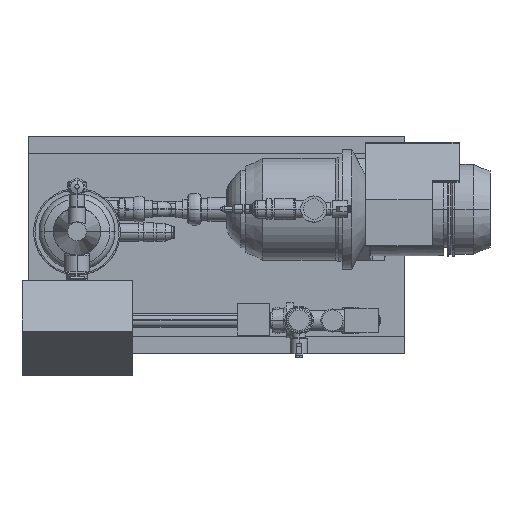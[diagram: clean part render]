
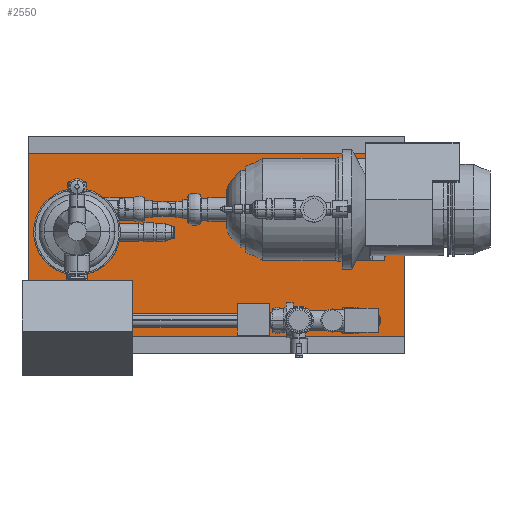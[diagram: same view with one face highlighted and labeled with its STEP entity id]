
A CAD part, top view. The second image highlights one B-rep face of the part: STEP entity #2550.
In plain terms, the highlighted planar face has unit normal (0, 0, 1).
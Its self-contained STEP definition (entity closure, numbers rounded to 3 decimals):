
#181 = DIRECTION ( 'NONE',  ( 0., 0., -1. ) ) ;
#308 = VERTEX_POINT ( 'NONE', #8935 ) ;
#518 = EDGE_CURVE ( 'NONE', #308, #20420, #8537, .T. ) ;
#575 = EDGE_CURVE ( 'NONE', #22008, #15078, #8637, .T. ) ;
#1135 = ORIENTED_EDGE ( 'NONE', *, *, #10541, .T. ) ;
#1773 = FACE_OUTER_BOUND ( 'NONE', #9524, .T. ) ;
#1889 = CARTESIAN_POINT ( 'NONE',  ( 350.25, 119., 50. ) ) ;
#1912 = VERTEX_POINT ( 'NONE', #16612 ) ;
#1915 = VECTOR ( 'NONE', #7689, 1000. ) ;
#2550 = ADVANCED_FACE ( 'NONE', ( #1773, #9606, #17328, #23145 ), #13544, .T. ) ;
#2847 = ORIENTED_EDGE ( 'NONE', *, *, #575, .T. ) ;
#2980 = VECTOR ( 'NONE', #6830, 1000. ) ;
#3287 = DIRECTION ( 'NONE',  ( 0., 1., 0. ) ) ;
#3372 = ORIENTED_EDGE ( 'NONE', *, *, #17998, .T. ) ;
#3514 = EDGE_CURVE ( 'NONE', #22012, #6384, #24596, .T. ) ;
#4577 = VERTEX_POINT ( 'NONE', #6809 ) ;
#4754 = DIRECTION ( 'NONE',  ( 0., -1., 0. ) ) ;
#4901 = DIRECTION ( 'NONE',  ( -1., 0., 0. ) ) ;
#4968 = CIRCLE ( 'NONE', #15895, 20. ) ;
#5356 = CARTESIAN_POINT ( 'NONE',  ( 56.981, 0., 50. ) ) ;
#5436 = VERTEX_POINT ( 'NONE', #24465 ) ;
#5594 = ORIENTED_EDGE ( 'NONE', *, *, #6042, .T. ) ;
#5665 = LINE ( 'NONE', #1889, #1915 ) ;
#6007 = AXIS2_PLACEMENT_3D ( 'NONE', #21257, #6286, #6521 ) ;
#6042 = EDGE_CURVE ( 'NONE', #15078, #22008, #18740, .T. ) ;
#6228 = AXIS2_PLACEMENT_3D ( 'NONE', #22827, #181, #15482 ) ;
#6286 = DIRECTION ( 'NONE',  ( 0., 0., 1. ) ) ;
#6384 = VERTEX_POINT ( 'NONE', #22483 ) ;
#6521 = DIRECTION ( 'NONE',  ( 1., 0., 0. ) ) ;
#6677 = DIRECTION ( 'NONE',  ( 0., 0., -1. ) ) ;
#6801 = AXIS2_PLACEMENT_3D ( 'NONE', #16311, #6677, #4901 ) ;
#6809 = CARTESIAN_POINT ( 'NONE',  ( -73.5, -156., 50. ) ) ;
#6830 = DIRECTION ( 'NONE',  ( -1., 0., 0. ) ) ;
#7452 = CARTESIAN_POINT ( 'NONE',  ( -73.5, 50.25, 50. ) ) ;
#7689 = DIRECTION ( 'NONE',  ( 1., 0., 0. ) ) ;
#8234 = EDGE_LOOP ( 'NONE', ( #1135, #19360 ) ) ;
#8381 = EDGE_LOOP ( 'NONE', ( #5594, #2847 ) ) ;
#8537 = LINE ( 'NONE', #12116, #15115 ) ;
#8637 = CIRCLE ( 'NONE', #22786, 20. ) ;
#8935 = CARTESIAN_POINT ( 'NONE',  ( 491.5, 119., 50. ) ) ;
#9189 = CARTESIAN_POINT ( 'NONE',  ( 0., 0., 50. ) ) ;
#9524 = EDGE_LOOP ( 'NONE', ( #23255, #14020, #12965, #11918 ) ) ;
#9606 = FACE_BOUND ( 'NONE', #8234, .T. ) ;
#10308 = EDGE_CURVE ( 'NONE', #1912, #308, #5665, .T. ) ;
#10361 = EDGE_LOOP ( 'NONE', ( #15855, #3372 ) ) ;
#10541 = EDGE_CURVE ( 'NONE', #6384, #22012, #14807, .T. ) ;
#11918 = ORIENTED_EDGE ( 'NONE', *, *, #518, .F. ) ;
#12023 = CARTESIAN_POINT ( 'NONE',  ( 469.35, 90.25, 50. ) ) ;
#12116 = CARTESIAN_POINT ( 'NONE',  ( 491.5, -87.25, 50. ) ) ;
#12593 = DIRECTION ( 'NONE',  ( -1., 0., 0. ) ) ;
#12917 = LINE ( 'NONE', #7452, #13426 ) ;
#12927 = CARTESIAN_POINT ( 'NONE',  ( 449.35, -20.25, 50. ) ) ;
#12965 = ORIENTED_EDGE ( 'NONE', *, *, #24727, .F. ) ;
#13426 = VECTOR ( 'NONE', #3287, 1000. ) ;
#13544 = PLANE ( 'NONE',  #6007 ) ;
#14020 = ORIENTED_EDGE ( 'NONE', *, *, #23764, .F. ) ;
#14341 = CIRCLE ( 'NONE', #6228, 20. ) ;
#14619 = CARTESIAN_POINT ( 'NONE',  ( 449.35, -20.25, 50. ) ) ;
#14807 = CIRCLE ( 'NONE', #18444, 56.981 ) ;
#14986 = CARTESIAN_POINT ( 'NONE',  ( 469.35, -20.25, 50. ) ) ;
#15078 = VERTEX_POINT ( 'NONE', #20458 ) ;
#15115 = VECTOR ( 'NONE', #4754, 1000. ) ;
#15146 = DIRECTION ( 'NONE',  ( 0., 0., -1. ) ) ;
#15404 = DIRECTION ( 'NONE',  ( -1., 0., 0. ) ) ;
#15482 = DIRECTION ( 'NONE',  ( -1., 0., 0. ) ) ;
#15855 = ORIENTED_EDGE ( 'NONE', *, *, #24197, .T. ) ;
#15895 = AXIS2_PLACEMENT_3D ( 'NONE', #16556, #17301, #15404 ) ;
#16311 = CARTESIAN_POINT ( 'NONE',  ( 0., 0., 50. ) ) ;
#16556 = CARTESIAN_POINT ( 'NONE',  ( 449.35, 90.25, 50. ) ) ;
#16612 = CARTESIAN_POINT ( 'NONE',  ( -73.5, 119., 50. ) ) ;
#17301 = DIRECTION ( 'NONE',  ( 0., 0., -1. ) ) ;
#17328 = FACE_BOUND ( 'NONE', #8381, .T. ) ;
#17364 = VERTEX_POINT ( 'NONE', #12023 ) ;
#17533 = AXIS2_PLACEMENT_3D ( 'NONE', #12927, #20512, #24432 ) ;
#17550 = CARTESIAN_POINT ( 'NONE',  ( 491.5, -156., 50. ) ) ;
#17998 = EDGE_CURVE ( 'NONE', #17364, #5436, #14341, .T. ) ;
#18297 = DIRECTION ( 'NONE',  ( 0., 0., -1. ) ) ;
#18364 = LINE ( 'NONE', #24181, #2980 ) ;
#18444 = AXIS2_PLACEMENT_3D ( 'NONE', #9189, #15146, #22861 ) ;
#18740 = CIRCLE ( 'NONE', #17533, 20. ) ;
#19360 = ORIENTED_EDGE ( 'NONE', *, *, #3514, .T. ) ;
#20420 = VERTEX_POINT ( 'NONE', #17550 ) ;
#20458 = CARTESIAN_POINT ( 'NONE',  ( 429.35, -20.25, 50. ) ) ;
#20512 = DIRECTION ( 'NONE',  ( 0., 0., -1. ) ) ;
#21257 = CARTESIAN_POINT ( 'NONE',  ( 209., -18.5, 50. ) ) ;
#22008 = VERTEX_POINT ( 'NONE', #14986 ) ;
#22012 = VERTEX_POINT ( 'NONE', #5356 ) ;
#22483 = CARTESIAN_POINT ( 'NONE',  ( -56.981, 0., 50. ) ) ;
#22786 = AXIS2_PLACEMENT_3D ( 'NONE', #14619, #18297, #12593 ) ;
#22827 = CARTESIAN_POINT ( 'NONE',  ( 449.35, 90.25, 50. ) ) ;
#22861 = DIRECTION ( 'NONE',  ( -1., 0., 0. ) ) ;
#23145 = FACE_BOUND ( 'NONE', #10361, .T. ) ;
#23255 = ORIENTED_EDGE ( 'NONE', *, *, #10308, .F. ) ;
#23764 = EDGE_CURVE ( 'NONE', #4577, #1912, #12917, .T. ) ;
#24181 = CARTESIAN_POINT ( 'NONE',  ( 67.75, -156., 50. ) ) ;
#24197 = EDGE_CURVE ( 'NONE', #5436, #17364, #4968, .T. ) ;
#24432 = DIRECTION ( 'NONE',  ( -1., 0., 0. ) ) ;
#24465 = CARTESIAN_POINT ( 'NONE',  ( 429.35, 90.25, 50. ) ) ;
#24596 = CIRCLE ( 'NONE', #6801, 56.981 ) ;
#24727 = EDGE_CURVE ( 'NONE', #20420, #4577, #18364, .T. ) ;
